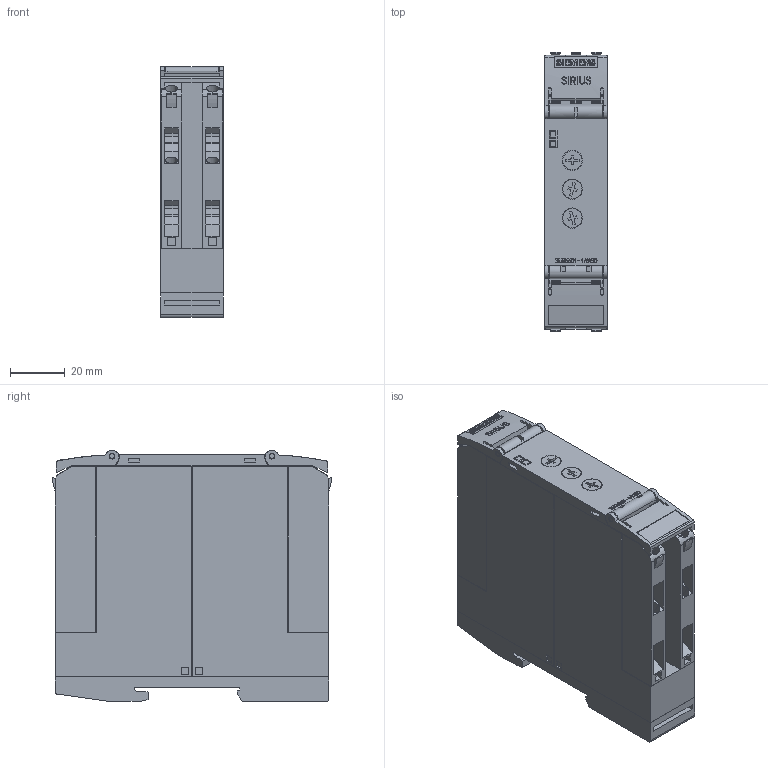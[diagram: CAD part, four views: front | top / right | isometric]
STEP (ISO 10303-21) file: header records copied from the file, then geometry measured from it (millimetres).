
FILE_DESCRIPTION(('STEP AP214'),'1');
FILE_NAME('cctmp_BAA3E446-41A5-4229-8047-9F4502986A22_2024_05_27_11_10_22_0753..stp','2024-05-27T09:10:23',('SIEMENS A&D'),('CADClick - www.CADClick.com'),'Spatial InterOp 3D',' ','unknown authorization');
FILE_SCHEMA(('AUTOMOTIVE_DESIGN'));
Length unit declared in the file: millimetre
Products named in the file (1): 3UG5501-1AW30
Bounding box: 22.8 x 101.9 x 91.6 mm (x, y, z)
Volume: 178848.4 mm3; surface area: 51413.3 mm2
Topology: 1 solids, 1 shells, 1667 faces, 4655 edges, 3090 vertices
Faces by surface type: plane 1347, cylinder 274, cone 30, torus 16
Entity records: 67468 total; most frequent: CARTESIAN_POINT 10626, ORIENTED_EDGE 9294, DIRECTION 8624, EDGE_CURVE 4647, LINE 3824, VECTOR 3824, VERTEX_POINT 3090, AXIS2_PLACEMENT_3D 2400
